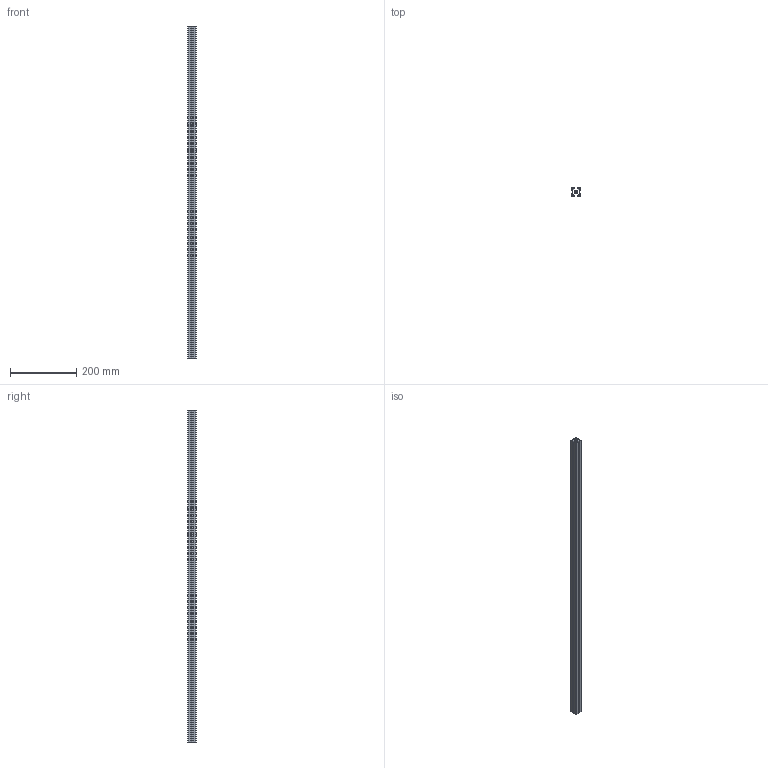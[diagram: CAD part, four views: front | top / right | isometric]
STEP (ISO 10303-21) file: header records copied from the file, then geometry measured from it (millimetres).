
FILE_DESCRIPTION (( 'STEP AP203' ), '1' );
FILE_NAME ('25 x 25 SÝGMA PROFÝL.STEP', '2014-03-26T08:29:58', ( 'Kadir' ), ( '' ), 'SwSTEP 2.0', 'SolidWorks 2013', '' );
FILE_SCHEMA (( 'CONFIG_CONTROL_DESIGN' ));
Length unit declared in the file: millimetre
Products named in the file (1): 25 x 25 SÝGMA PROFÝL
Bounding box: 25 x 25 x 1000 mm (x, y, z)
Volume: 211875.5 mm3; surface area: 247665.9 mm2
Topology: 1 solids, 1 shells, 123 faces, 363 edges, 242 vertices
Faces by surface type: plane 74, cylinder 49
Entity records: 4196 total; most frequent: CARTESIAN_POINT 729, ORIENTED_EDGE 726, DIRECTION 709, EDGE_CURVE 363, VECTOR 265, LINE 265, VERTEX_POINT 242, AXIS2_PLACEMENT_3D 222
